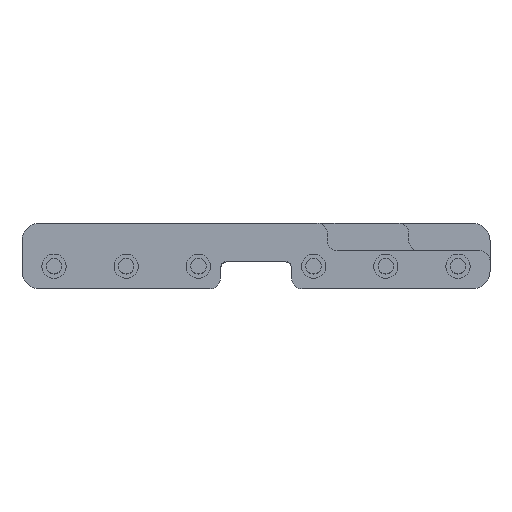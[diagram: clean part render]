
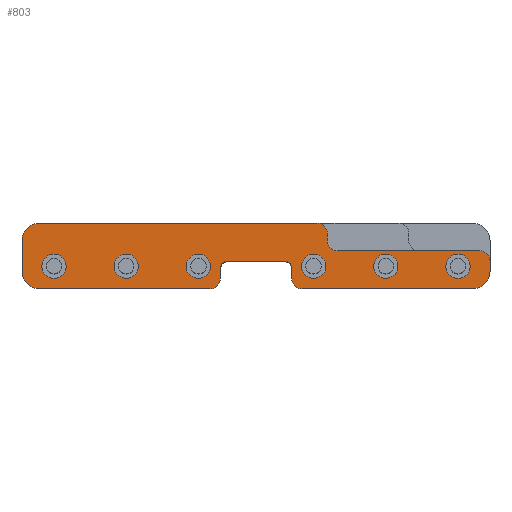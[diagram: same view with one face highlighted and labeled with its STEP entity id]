
A CAD part, top view. The second image highlights one B-rep face of the part: STEP entity #803.
In plain terms, the highlighted planar face has unit normal (0, 0, 1).
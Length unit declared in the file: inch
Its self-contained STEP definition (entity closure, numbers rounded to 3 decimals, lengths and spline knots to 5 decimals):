
#312=CARTESIAN_POINT('',(2.43504,-0.11813,0.95669));
#313=VERTEX_POINT('',#312);
#314=CARTESIAN_POINT('',(2.29724,-0.11813,0.95669));
#315=DIRECTION('',(0.0,0.0,-1.0));
#316=DIRECTION('',(-1.0,0.0,0.0));
#317=AXIS2_PLACEMENT_3D('',#314,#315,#316);
#318=CIRCLE('',#317,0.1378);
#319=EDGE_CURVE('',#313,#313,#318,.T.);
#352=CARTESIAN_POINT('',(1.61417,-0.11813,0.95669));
#353=VERTEX_POINT('',#352);
#354=CARTESIAN_POINT('',(1.47638,-0.11813,0.95669));
#355=DIRECTION('',(0.0,0.0,-1.0));
#356=DIRECTION('',(-1.0,0.0,0.0));
#357=AXIS2_PLACEMENT_3D('',#354,#355,#356);
#358=CIRCLE('',#357,0.1378);
#359=EDGE_CURVE('',#353,#353,#358,.T.);
#392=CARTESIAN_POINT('',(0.79331,-0.11813,0.95669));
#393=VERTEX_POINT('',#392);
#394=CARTESIAN_POINT('',(0.65551,-0.11813,0.95669));
#395=DIRECTION('',(0.0,0.0,-1.0));
#396=DIRECTION('',(-1.0,0.0,0.0));
#397=AXIS2_PLACEMENT_3D('',#394,#395,#396);
#398=CIRCLE('',#397,0.1378);
#399=EDGE_CURVE('',#393,#393,#398,.T.);
#432=CARTESIAN_POINT('',(-0.51772,-0.11813,0.95669));
#433=VERTEX_POINT('',#432);
#434=CARTESIAN_POINT('',(-0.65551,-0.11813,0.95669));
#435=DIRECTION('',(0.0,0.0,-1.0));
#436=DIRECTION('',(-1.0,0.0,0.0));
#437=AXIS2_PLACEMENT_3D('',#434,#435,#436);
#438=CIRCLE('',#437,0.1378);
#439=EDGE_CURVE('',#433,#433,#438,.T.);
#472=CARTESIAN_POINT('',(-1.33858,-0.11813,0.95669));
#473=VERTEX_POINT('',#472);
#474=CARTESIAN_POINT('',(-1.47638,-0.11813,0.95669));
#475=DIRECTION('',(0.0,0.0,-1.0));
#476=DIRECTION('',(-1.0,0.0,0.0));
#477=AXIS2_PLACEMENT_3D('',#474,#475,#476);
#478=CIRCLE('',#477,0.1378);
#479=EDGE_CURVE('',#473,#473,#478,.T.);
#512=CARTESIAN_POINT('',(-2.15945,-0.11813,0.95669));
#513=VERTEX_POINT('',#512);
#514=CARTESIAN_POINT('',(-2.29724,-0.11813,0.95669));
#515=DIRECTION('',(0.0,0.0,-1.0));
#516=DIRECTION('',(-1.0,0.0,0.0));
#517=AXIS2_PLACEMENT_3D('',#514,#515,#516);
#518=CIRCLE('',#517,0.1378);
#519=EDGE_CURVE('',#513,#513,#518,.T.);
#541=CARTESIAN_POINT('',(2.54331,0.05902,0.95669));
#542=VERTEX_POINT('',#541);
#543=CARTESIAN_POINT('',(2.66142,-0.05909,0.95669));
#544=VERTEX_POINT('',#543);
#545=CARTESIAN_POINT('',(2.54331,-0.05909,0.95669));
#546=DIRECTION('',(0.0,0.0,-1.0));
#547=DIRECTION('',(0.707,0.707,0.0));
#548=AXIS2_PLACEMENT_3D('',#545,#546,#547);
#549=CIRCLE('',#548,0.11811);
#550=EDGE_CURVE('',#542,#544,#549,.T.);
#592=CARTESIAN_POINT('',(2.66142,-0.17717,0.95669));
#593=VERTEX_POINT('',#592);
#594=CARTESIAN_POINT('',(2.66142,-0.05909,0.95669));
#595=DIRECTION('',(0.0,-1.0,0.0));
#596=VECTOR('',#595,0.11807);
#597=LINE('',#594,#596);
#598=EDGE_CURVE('',#544,#593,#597,.T.);
#625=CARTESIAN_POINT('',(0.0,0.00911,0.95669));
#626=DIRECTION('',(0.0,0.0,1.0));
#627=DIRECTION('',(1.0,0.0,0.0));
#628=AXIS2_PLACEMENT_3D('',#625,#626,#627);
#629=PLANE('',#628);
#630=ORIENTED_EDGE('',*,*,#550,.F.);
#631=CARTESIAN_POINT('',(0.92913,0.05902,0.95669));
#632=VERTEX_POINT('',#631);
#633=CARTESIAN_POINT('',(2.54331,0.05902,0.95669));
#634=DIRECTION('',(-1.0,0.0,0.0));
#635=VECTOR('',#634,1.61417);
#636=LINE('',#633,#635);
#637=EDGE_CURVE('',#542,#632,#636,.T.);
#638=ORIENTED_EDGE('',*,*,#637,.T.);
#639=CARTESIAN_POINT('',(0.81102,0.17713,0.95669));
#640=VERTEX_POINT('',#639);
#641=CARTESIAN_POINT('',(0.92913,0.17713,0.95669));
#642=DIRECTION('',(0.0,0.0,1.0));
#643=DIRECTION('',(-0.707,-0.707,0.0));
#644=AXIS2_PLACEMENT_3D('',#641,#642,#643);
#645=CIRCLE('',#644,0.11811);
#646=EDGE_CURVE('',#640,#632,#645,.T.);
#647=ORIENTED_EDGE('',*,*,#646,.F.);
#648=CARTESIAN_POINT('',(0.81102,0.25591,0.95669));
#649=VERTEX_POINT('',#648);
#650=CARTESIAN_POINT('',(0.81102,0.17713,0.95669));
#651=DIRECTION('',(0.0,1.0,0.0));
#652=VECTOR('',#651,0.07878);
#653=LINE('',#650,#652);
#654=EDGE_CURVE('',#640,#649,#653,.T.);
#655=ORIENTED_EDGE('',*,*,#654,.T.);
#656=CARTESIAN_POINT('',(0.69291,0.37402,0.95669));
#657=VERTEX_POINT('',#656);
#658=CARTESIAN_POINT('',(0.69291,0.25591,0.95669));
#659=DIRECTION('',(0.0,0.0,-1.0));
#660=DIRECTION('',(0.707,0.707,0.0));
#661=AXIS2_PLACEMENT_3D('',#658,#659,#660);
#662=CIRCLE('',#661,0.11811);
#663=EDGE_CURVE('',#657,#649,#662,.T.);
#664=ORIENTED_EDGE('',*,*,#663,.F.);
#665=CARTESIAN_POINT('',(-2.46457,0.37402,0.95669));
#666=VERTEX_POINT('',#665);
#667=CARTESIAN_POINT('',(-2.46457,0.37402,0.95669));
#668=DIRECTION('',(1.0,0.0,0.0));
#669=VECTOR('',#668,3.15748);
#670=LINE('',#667,#669);
#671=EDGE_CURVE('',#666,#657,#670,.T.);
#672=ORIENTED_EDGE('',*,*,#671,.F.);
#673=CARTESIAN_POINT('',(-2.66142,0.17717,0.95669));
#674=VERTEX_POINT('',#673);
#675=CARTESIAN_POINT('',(-2.46457,0.17717,0.95669));
#676=DIRECTION('',(0.0,0.0,-1.0));
#677=DIRECTION('',(-0.707,0.707,0.0));
#678=AXIS2_PLACEMENT_3D('',#675,#676,#677);
#679=CIRCLE('',#678,0.19685);
#680=EDGE_CURVE('',#674,#666,#679,.T.);
#681=ORIENTED_EDGE('',*,*,#680,.F.);
#682=CARTESIAN_POINT('',(-2.66142,-0.17717,0.95669));
#683=VERTEX_POINT('',#682);
#684=CARTESIAN_POINT('',(-2.66142,-0.17717,0.95669));
#685=DIRECTION('',(0.0,1.0,0.0));
#686=VECTOR('',#685,0.35433);
#687=LINE('',#684,#686);
#688=EDGE_CURVE('',#683,#674,#687,.T.);
#689=ORIENTED_EDGE('',*,*,#688,.F.);
#690=CARTESIAN_POINT('',(-2.46457,-0.37402,0.95669));
#691=VERTEX_POINT('',#690);
#692=CARTESIAN_POINT('',(-2.46457,-0.17717,0.95669));
#693=DIRECTION('',(0.0,0.0,-1.0));
#694=DIRECTION('',(-0.707,-0.707,0.0));
#695=AXIS2_PLACEMENT_3D('',#692,#693,#694);
#696=CIRCLE('',#695,0.19685);
#697=EDGE_CURVE('',#691,#683,#696,.T.);
#698=ORIENTED_EDGE('',*,*,#697,.F.);
#699=CARTESIAN_POINT('',(-0.52362,-0.37402,0.95669));
#700=VERTEX_POINT('',#699);
#701=CARTESIAN_POINT('',(-0.52362,-0.37402,0.95669));
#702=DIRECTION('',(-1.0,0.0,0.0));
#703=VECTOR('',#702,1.94094);
#704=LINE('',#701,#703);
#705=EDGE_CURVE('',#700,#691,#704,.T.);
#706=ORIENTED_EDGE('',*,*,#705,.F.);
#707=CARTESIAN_POINT('',(-0.40551,-0.25591,0.95669));
#708=VERTEX_POINT('',#707);
#709=CARTESIAN_POINT('',(-0.52362,-0.25591,0.95669));
#710=DIRECTION('',(0.0,0.0,-1.0));
#711=DIRECTION('',(0.707,-0.707,0.0));
#712=AXIS2_PLACEMENT_3D('',#709,#710,#711);
#713=CIRCLE('',#712,0.11811);
#714=EDGE_CURVE('',#708,#700,#713,.T.);
#715=ORIENTED_EDGE('',*,*,#714,.F.);
#716=CARTESIAN_POINT('',(-0.40551,-0.14173,0.95669));
#717=VERTEX_POINT('',#716);
#718=CARTESIAN_POINT('',(-0.40551,-0.14173,0.95669));
#719=DIRECTION('',(0.0,-1.0,0.0));
#720=VECTOR('',#719,0.11417);
#721=LINE('',#718,#720);
#722=EDGE_CURVE('',#717,#708,#721,.T.);
#723=ORIENTED_EDGE('',*,*,#722,.F.);
#724=CARTESIAN_POINT('',(-0.32677,-0.06299,0.95669));
#725=VERTEX_POINT('',#724);
#726=CARTESIAN_POINT('',(-0.32677,-0.14173,0.95669));
#727=DIRECTION('',(0.0,0.0,1.0));
#728=DIRECTION('',(-0.707,0.707,0.0));
#729=AXIS2_PLACEMENT_3D('',#726,#727,#728);
#730=CIRCLE('',#729,0.07874);
#731=EDGE_CURVE('',#725,#717,#730,.T.);
#732=ORIENTED_EDGE('',*,*,#731,.F.);
#733=CARTESIAN_POINT('',(0.32677,-0.06299,0.95669));
#734=VERTEX_POINT('',#733);
#735=CARTESIAN_POINT('',(0.32677,-0.06299,0.95669));
#736=DIRECTION('',(-1.0,0.0,0.0));
#737=VECTOR('',#736,0.65354);
#738=LINE('',#735,#737);
#739=EDGE_CURVE('',#734,#725,#738,.T.);
#740=ORIENTED_EDGE('',*,*,#739,.F.);
#741=CARTESIAN_POINT('',(0.40551,-0.14173,0.95669));
#742=VERTEX_POINT('',#741);
#743=CARTESIAN_POINT('',(0.32677,-0.14173,0.95669));
#744=DIRECTION('',(0.0,0.0,1.0));
#745=DIRECTION('',(0.707,0.707,0.0));
#746=AXIS2_PLACEMENT_3D('',#743,#744,#745);
#747=CIRCLE('',#746,0.07874);
#748=EDGE_CURVE('',#742,#734,#747,.T.);
#749=ORIENTED_EDGE('',*,*,#748,.F.);
#750=CARTESIAN_POINT('',(0.40551,-0.25591,0.95669));
#751=VERTEX_POINT('',#750);
#752=CARTESIAN_POINT('',(0.40551,-0.25591,0.95669));
#753=DIRECTION('',(0.0,1.0,0.0));
#754=VECTOR('',#753,0.11417);
#755=LINE('',#752,#754);
#756=EDGE_CURVE('',#751,#742,#755,.T.);
#757=ORIENTED_EDGE('',*,*,#756,.F.);
#758=CARTESIAN_POINT('',(0.52362,-0.37402,0.95669));
#759=VERTEX_POINT('',#758);
#760=CARTESIAN_POINT('',(0.52362,-0.25591,0.95669));
#761=DIRECTION('',(0.0,0.0,-1.0));
#762=DIRECTION('',(-0.707,-0.707,0.0));
#763=AXIS2_PLACEMENT_3D('',#760,#761,#762);
#764=CIRCLE('',#763,0.11811);
#765=EDGE_CURVE('',#759,#751,#764,.T.);
#766=ORIENTED_EDGE('',*,*,#765,.F.);
#767=CARTESIAN_POINT('',(2.46457,-0.37402,0.95669));
#768=VERTEX_POINT('',#767);
#769=CARTESIAN_POINT('',(2.46457,-0.37402,0.95669));
#770=DIRECTION('',(-1.0,0.0,0.0));
#771=VECTOR('',#770,1.94094);
#772=LINE('',#769,#771);
#773=EDGE_CURVE('',#768,#759,#772,.T.);
#774=ORIENTED_EDGE('',*,*,#773,.F.);
#775=CARTESIAN_POINT('',(2.46457,-0.17717,0.95669));
#776=DIRECTION('',(0.0,0.0,-1.0));
#777=DIRECTION('',(0.707,-0.707,0.0));
#778=AXIS2_PLACEMENT_3D('',#775,#776,#777);
#779=CIRCLE('',#778,0.19685);
#780=EDGE_CURVE('',#593,#768,#779,.T.);
#781=ORIENTED_EDGE('',*,*,#780,.F.);
#782=ORIENTED_EDGE('',*,*,#598,.F.);
#783=EDGE_LOOP('',(#630,#638,#647,#655,#664,#672,#681,#689,#698,#706,#715,#723,#732,#740,#749,#757,#766,#774,#781,#782));
#784=FACE_OUTER_BOUND('',#783,.T.);
#785=ORIENTED_EDGE('',*,*,#319,.T.);
#786=EDGE_LOOP('',(#785));
#787=FACE_BOUND('',#786,.T.);
#788=ORIENTED_EDGE('',*,*,#359,.T.);
#789=EDGE_LOOP('',(#788));
#790=FACE_BOUND('',#789,.T.);
#791=ORIENTED_EDGE('',*,*,#399,.T.);
#792=EDGE_LOOP('',(#791));
#793=FACE_BOUND('',#792,.T.);
#794=ORIENTED_EDGE('',*,*,#439,.T.);
#795=EDGE_LOOP('',(#794));
#796=FACE_BOUND('',#795,.T.);
#797=ORIENTED_EDGE('',*,*,#479,.T.);
#798=EDGE_LOOP('',(#797));
#799=FACE_BOUND('',#798,.T.);
#800=ORIENTED_EDGE('',*,*,#519,.T.);
#801=EDGE_LOOP('',(#800));
#802=FACE_BOUND('',#801,.T.);
#803=ADVANCED_FACE('',(#784,#787,#790,#793,#796,#799,#802),#629,.T.);
